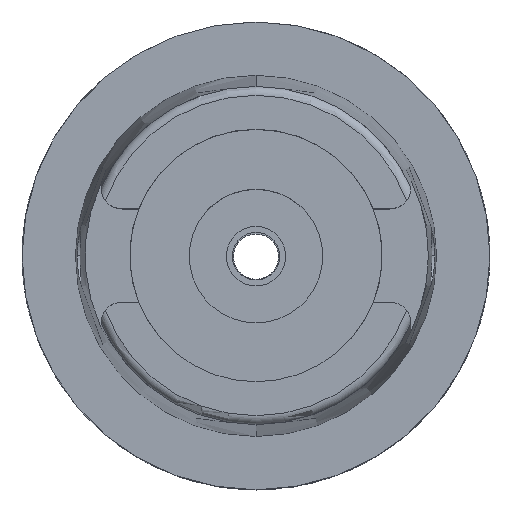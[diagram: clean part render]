
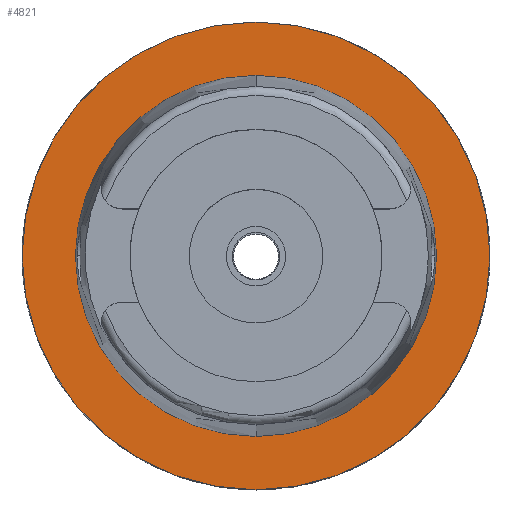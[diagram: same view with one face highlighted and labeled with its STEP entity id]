
A CAD part, top view. The second image highlights one B-rep face of the part: STEP entity #4821.
In plain terms, the highlighted planar face has unit normal (0, 0, 1).
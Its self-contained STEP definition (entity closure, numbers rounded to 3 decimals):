
#88 = DIRECTION ( 'NONE',  ( 0., -1., 0. ) ) ;
#294 = CARTESIAN_POINT ( 'NONE',  ( 0., 0., 0. ) ) ;
#301 = EDGE_CURVE ( 'NONE', #3982, #883, #1581, .T. ) ;
#711 = CARTESIAN_POINT ( 'NONE',  ( 0., 0., 0. ) ) ;
#733 = CIRCLE ( 'NONE', #1097, 31.5 ) ;
#883 = VERTEX_POINT ( 'NONE', #2231 ) ;
#970 = EDGE_LOOP ( 'NONE', ( #1142, #5122 ) ) ;
#1041 = AXIS2_PLACEMENT_3D ( 'NONE', #1102, #4514, #2405 ) ;
#1070 = DIRECTION ( 'NONE',  ( 0., -1., 0. ) ) ;
#1097 = AXIS2_PLACEMENT_3D ( 'NONE', #711, #4159, #3251 ) ;
#1102 = CARTESIAN_POINT ( 'NONE',  ( 0., 0., 0. ) ) ;
#1142 = ORIENTED_EDGE ( 'NONE', *, *, #1555, .F. ) ;
#1233 = CARTESIAN_POINT ( 'NONE',  ( 0., 24.315, 0. ) ) ;
#1471 = CIRCLE ( 'NONE', #2307, 24.315 ) ;
#1473 = DIRECTION ( 'NONE',  ( 0., 0., -1. ) ) ;
#1555 = EDGE_CURVE ( 'NONE', #3599, #4694, #4289, .T. ) ;
#1577 = AXIS2_PLACEMENT_3D ( 'NONE', #3691, #1473, #1070 ) ;
#1581 = CIRCLE ( 'NONE', #1041, 24.315 ) ;
#1611 = DIRECTION ( 'NONE',  ( 0., 1., 0. ) ) ;
#1738 = CARTESIAN_POINT ( 'NONE',  ( 0., 31.5, 0. ) ) ;
#1747 = EDGE_CURVE ( 'NONE', #883, #3982, #1471, .T. ) ;
#1803 = DIRECTION ( 'NONE',  ( 0., 0., 1. ) ) ;
#2032 = DIRECTION ( 'NONE',  ( 0., 0., -1. ) ) ;
#2231 = CARTESIAN_POINT ( 'NONE',  ( 0., -24.315, 0. ) ) ;
#2307 = AXIS2_PLACEMENT_3D ( 'NONE', #3948, #1803, #88 ) ;
#2405 = DIRECTION ( 'NONE',  ( 0., 1., 0. ) ) ;
#2465 = ORIENTED_EDGE ( 'NONE', *, *, #1747, .F. ) ;
#3044 = CARTESIAN_POINT ( 'NONE',  ( 0., -31.5, 0. ) ) ;
#3125 = EDGE_CURVE ( 'NONE', #4694, #3599, #733, .T. ) ;
#3251 = DIRECTION ( 'NONE',  ( 0., -1., 0. ) ) ;
#3557 = FACE_OUTER_BOUND ( 'NONE', #970, .T. ) ;
#3599 = VERTEX_POINT ( 'NONE', #1738 ) ;
#3617 = PLANE ( 'NONE',  #1577 ) ;
#3691 = CARTESIAN_POINT ( 'NONE',  ( 0., 0., 0. ) ) ;
#3695 = EDGE_LOOP ( 'NONE', ( #4499, #2465 ) ) ;
#3948 = CARTESIAN_POINT ( 'NONE',  ( 0., 0., 0. ) ) ;
#3982 = VERTEX_POINT ( 'NONE', #1233 ) ;
#4159 = DIRECTION ( 'NONE',  ( 0., 0., -1. ) ) ;
#4289 = CIRCLE ( 'NONE', #5009, 31.5 ) ;
#4499 = ORIENTED_EDGE ( 'NONE', *, *, #301, .F. ) ;
#4514 = DIRECTION ( 'NONE',  ( 0., 0., 1. ) ) ;
#4694 = VERTEX_POINT ( 'NONE', #3044 ) ;
#4821 = ADVANCED_FACE ( 'NONE', ( #3557, #4935 ), #3617, .F. ) ;
#4935 = FACE_BOUND ( 'NONE', #3695, .T. ) ;
#5009 = AXIS2_PLACEMENT_3D ( 'NONE', #294, #2032, #1611 ) ;
#5122 = ORIENTED_EDGE ( 'NONE', *, *, #3125, .F. ) ;
